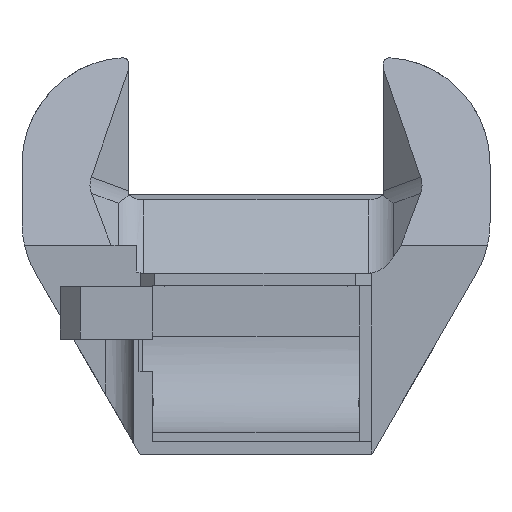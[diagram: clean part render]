
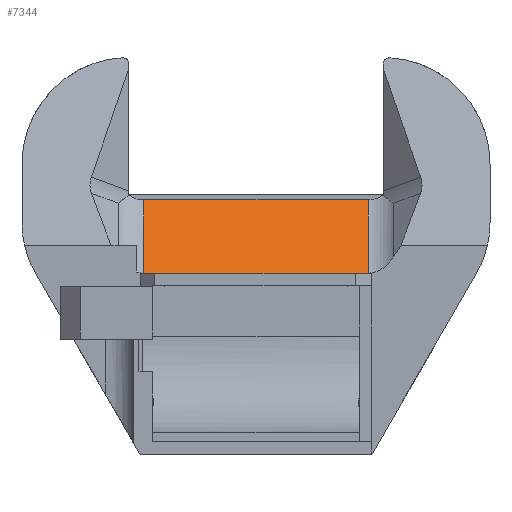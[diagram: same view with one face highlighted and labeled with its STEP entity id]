
A CAD part, top view. The second image highlights one B-rep face of the part: STEP entity #7344.
In plain terms, the highlighted planar face has unit normal (0, 0.64, 0.768).
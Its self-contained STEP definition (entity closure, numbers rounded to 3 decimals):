
#1584 = PLANE('',#1585);
#1585 = AXIS2_PLACEMENT_3D('',#1586,#1587,#1588);
#1586 = CARTESIAN_POINT('',(191.675,-33.7,-70.5));
#1587 = DIRECTION('',(0.,1.,0.));
#1588 = DIRECTION('',(-1.,0.,0.));
#1777 = VERTEX_POINT('',#1778);
#1778 = CARTESIAN_POINT('',(191.325,-33.7,-70.5));
#1804 = EDGE_CURVE('',#1777,#1805,#1807,.T.);
#1805 = VERTEX_POINT('',#1806);
#1806 = CARTESIAN_POINT('',(169.225,-33.7,-70.5));
#1807 = SURFACE_CURVE('',#1808,(#1812,#1819),.PCURVE_S1.);
#1808 = LINE('',#1809,#1810);
#1809 = CARTESIAN_POINT('',(174.025,-33.7,-70.5));
#1810 = VECTOR('',#1811,1.);
#1811 = DIRECTION('',(-1.,0.,0.));
#1812 = PCURVE('',#1584,#1813);
#1813 = DEFINITIONAL_REPRESENTATION('',(#1814),#1818);
#1814 = LINE('',#1815,#1816);
#1815 = CARTESIAN_POINT('',(17.65,0.));
#1816 = VECTOR('',#1817,1.);
#1817 = DIRECTION('',(1.,0.));
#1818 = ( GEOMETRIC_REPRESENTATION_CONTEXT(2) 
PARAMETRIC_REPRESENTATION_CONTEXT() REPRESENTATION_CONTEXT('2D SPACE',''
  ) );
#1819 = PCURVE('',#1820,#1825);
#1820 = PLANE('',#1821);
#1821 = AXIS2_PLACEMENT_3D('',#1822,#1823,#1824);
#1822 = CARTESIAN_POINT('',(167.775,-33.7,-70.5));
#1823 = DIRECTION('',(0.,-0.64,
    -0.768));
#1824 = DIRECTION('',(0.,0.768,-0.64)
  );
#1825 = DEFINITIONAL_REPRESENTATION('',(#1826),#1830);
#1826 = LINE('',#1827,#1828);
#1827 = CARTESIAN_POINT('',(0.,6.25));
#1828 = VECTOR('',#1829,1.);
#1829 = DIRECTION('',(0.,-1.));
#1830 = ( GEOMETRIC_REPRESENTATION_CONTEXT(2) 
PARAMETRIC_REPRESENTATION_CONTEXT() REPRESENTATION_CONTEXT('2D SPACE',''
  ) );
#1936 = CYLINDRICAL_SURFACE('',#1937,3.5);
#1937 = AXIS2_PLACEMENT_3D('',#1938,#1939,#1940);
#1938 = CARTESIAN_POINT('',(169.225,-27.859,
    -70.811));
#1939 = DIRECTION('',(0.,-0.768,0.64
    ));
#1940 = DIRECTION('',(-0.383,-0.591,-0.71));
#3462 = CYLINDRICAL_SURFACE('',#3463,3.5);
#3463 = AXIS2_PLACEMENT_3D('',#3464,#3465,#3466);
#3464 = CARTESIAN_POINT('',(191.325,-27.859,
    -70.811));
#3465 = DIRECTION('',(0.,-0.768,0.64)
  );
#3466 = DIRECTION('',(0.383,-0.591,-0.71));
#4472 = PLANE('',#4473);
#4473 = AXIS2_PLACEMENT_3D('',#4474,#4475,#4476);
#4474 = CARTESIAN_POINT('',(167.775,-26.497,-76.5));
#4475 = DIRECTION('',(0.,0.,-1.));
#4476 = DIRECTION('',(0.,1.,0.));
#7344 = ADVANCED_FACE('',(#7345),#1820,.F.);
#7345 = FACE_BOUND('',#7346,.T.);
#7346 = EDGE_LOOP('',(#7347,#7348,#7371,#7394));
#7347 = ORIENTED_EDGE('',*,*,#1804,.F.);
#7348 = ORIENTED_EDGE('',*,*,#7349,.F.);
#7349 = EDGE_CURVE('',#7350,#1777,#7352,.T.);
#7350 = VERTEX_POINT('',#7351);
#7351 = CARTESIAN_POINT('',(191.325,-26.497,
    -76.5));
#7352 = SURFACE_CURVE('',#7353,(#7357,#7364),.PCURVE_S1.);
#7353 = LINE('',#7354,#7355);
#7354 = CARTESIAN_POINT('',(191.325,-30.099,
    -73.5));
#7355 = VECTOR('',#7356,1.);
#7356 = DIRECTION('',(0.,-0.768,0.64)
  );
#7357 = PCURVE('',#1820,#7358);
#7358 = DEFINITIONAL_REPRESENTATION('',(#7359),#7363);
#7359 = LINE('',#7360,#7361);
#7360 = CARTESIAN_POINT('',(4.687,23.55));
#7361 = VECTOR('',#7362,1.);
#7362 = DIRECTION('',(-1.,0.));
#7363 = ( GEOMETRIC_REPRESENTATION_CONTEXT(2) 
PARAMETRIC_REPRESENTATION_CONTEXT() REPRESENTATION_CONTEXT('2D SPACE',''
  ) );
#7364 = PCURVE('',#3462,#7365);
#7365 = DEFINITIONAL_REPRESENTATION('',(#7366),#7370);
#7366 = LINE('',#7367,#7368);
#7367 = CARTESIAN_POINT('',(5.89,0.));
#7368 = VECTOR('',#7369,1.);
#7369 = DIRECTION('',(0.,1.));
#7370 = ( GEOMETRIC_REPRESENTATION_CONTEXT(2) 
PARAMETRIC_REPRESENTATION_CONTEXT() REPRESENTATION_CONTEXT('2D SPACE',''
  ) );
#7371 = ORIENTED_EDGE('',*,*,#7372,.F.);
#7372 = EDGE_CURVE('',#7373,#7350,#7375,.T.);
#7373 = VERTEX_POINT('',#7374);
#7374 = CARTESIAN_POINT('',(169.225,-26.497,
    -76.5));
#7375 = SURFACE_CURVE('',#7376,(#7380,#7387),.PCURVE_S1.);
#7376 = LINE('',#7377,#7378);
#7377 = CARTESIAN_POINT('',(167.775,-26.497,-76.5));
#7378 = VECTOR('',#7379,1.);
#7379 = DIRECTION('',(1.,0.,0.));
#7380 = PCURVE('',#1820,#7381);
#7381 = DEFINITIONAL_REPRESENTATION('',(#7382),#7386);
#7382 = LINE('',#7383,#7384);
#7383 = CARTESIAN_POINT('',(9.374,0.));
#7384 = VECTOR('',#7385,1.);
#7385 = DIRECTION('',(0.,1.));
#7386 = ( GEOMETRIC_REPRESENTATION_CONTEXT(2) 
PARAMETRIC_REPRESENTATION_CONTEXT() REPRESENTATION_CONTEXT('2D SPACE',''
  ) );
#7387 = PCURVE('',#4472,#7388);
#7388 = DEFINITIONAL_REPRESENTATION('',(#7389),#7393);
#7389 = LINE('',#7390,#7391);
#7390 = CARTESIAN_POINT('',(0.,0.));
#7391 = VECTOR('',#7392,1.);
#7392 = DIRECTION('',(0.,1.));
#7393 = ( GEOMETRIC_REPRESENTATION_CONTEXT(2) 
PARAMETRIC_REPRESENTATION_CONTEXT() REPRESENTATION_CONTEXT('2D SPACE',''
  ) );
#7394 = ORIENTED_EDGE('',*,*,#7395,.F.);
#7395 = EDGE_CURVE('',#1805,#7373,#7396,.T.);
#7396 = SURFACE_CURVE('',#7397,(#7401,#7408),.PCURVE_S1.);
#7397 = LINE('',#7398,#7399);
#7398 = CARTESIAN_POINT('',(169.225,-30.099,
    -73.5));
#7399 = VECTOR('',#7400,1.);
#7400 = DIRECTION('',(0.,0.768,-0.64)
  );
#7401 = PCURVE('',#1820,#7402);
#7402 = DEFINITIONAL_REPRESENTATION('',(#7403),#7407);
#7403 = LINE('',#7404,#7405);
#7404 = CARTESIAN_POINT('',(4.687,1.45));
#7405 = VECTOR('',#7406,1.);
#7406 = DIRECTION('',(1.,0.));
#7407 = ( GEOMETRIC_REPRESENTATION_CONTEXT(2) 
PARAMETRIC_REPRESENTATION_CONTEXT() REPRESENTATION_CONTEXT('2D SPACE',''
  ) );
#7408 = PCURVE('',#1936,#7409);
#7409 = DEFINITIONAL_REPRESENTATION('',(#7410),#7414);
#7410 = LINE('',#7411,#7412);
#7411 = CARTESIAN_POINT('',(6.676,0.));
#7412 = VECTOR('',#7413,1.);
#7413 = DIRECTION('',(0.,-1.));
#7414 = ( GEOMETRIC_REPRESENTATION_CONTEXT(2) 
PARAMETRIC_REPRESENTATION_CONTEXT() REPRESENTATION_CONTEXT('2D SPACE',''
  ) );
